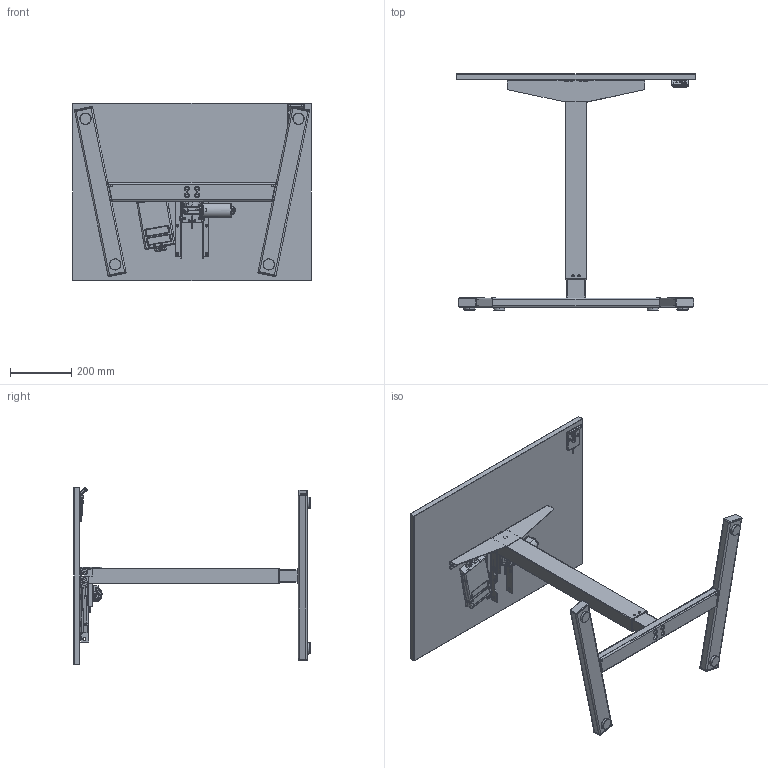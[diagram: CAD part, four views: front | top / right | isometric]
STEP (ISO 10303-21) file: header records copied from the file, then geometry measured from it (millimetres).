
FILE_DESCRIPTION (( 'STEP AP203' ), '1' );
FILE_NAME ('51411x-1G Compact Work M, skiva 780x580.STEP', '2021-04-14T14:34:27', ( '' ), ( '' ), 'SwSTEP 2.0', 'SolidWorks 2019', '' );
FILE_SCHEMA (( 'CONFIG_CONTROL_DESIGN' ));
Length unit declared in the file: millimetre
Products named in the file (1): 51411x-1G Compact Work M, skiva 780x580
Bounding box: 780 x 772.3 x 580 mm (x, y, z)
Surface area: 1669577.3 mm2 (no closed solid volume)
Topology: 0 solids, 146 shells, 925 faces, 4647 edges, 3759 vertices
Faces by surface type: cylinder 347, plane 329, cone 76, torus 74, bspline 69, sphere 30
Entity records: 57579 total; most frequent: CARTESIAN_POINT 22538, DIRECTION 7253, ORIENTED_EDGE 6004, EDGE_CURVE 4645, VERTEX_POINT 3759, AXIS2_PLACEMENT_3D 2594, LINE 2065, VECTOR 2065
